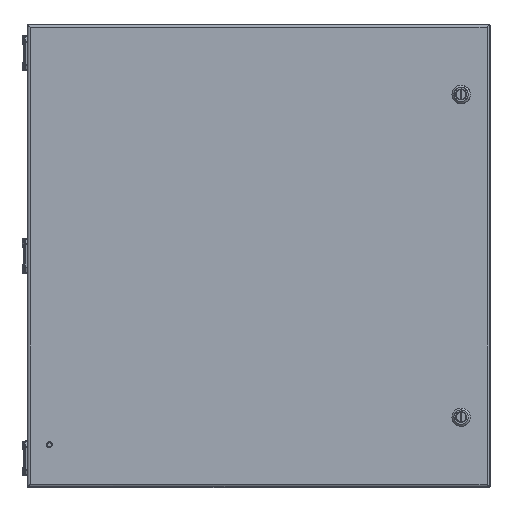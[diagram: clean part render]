
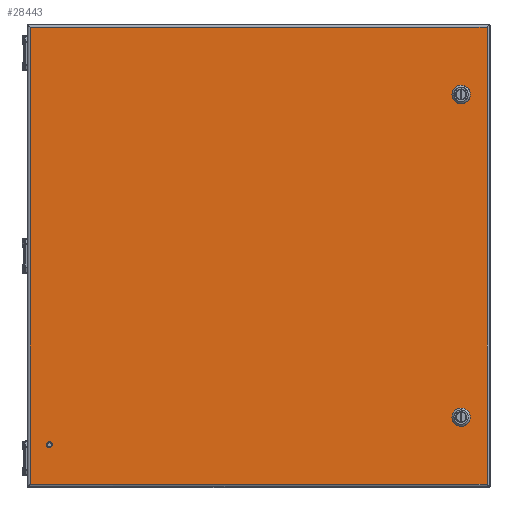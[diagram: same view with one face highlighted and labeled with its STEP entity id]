
A CAD part, top view. The second image highlights one B-rep face of the part: STEP entity #28443.
In plain terms, the highlighted planar face has unit normal (0, 0, 1).
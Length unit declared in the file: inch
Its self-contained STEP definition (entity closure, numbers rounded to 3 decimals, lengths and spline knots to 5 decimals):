
#4451 = CARTESIAN_POINT ( 'NONE',  ( 0., 0., 8.18453 ) ) ;
#5988 = EDGE_CURVE ( 'NONE', #27620, #102333, #45567, .T. ) ;
#6137 = CARTESIAN_POINT ( 'NONE',  ( -9.87212, -9.97, 8.18453 ) ) ;
#8153 = LINE ( 'NONE', #85467, #99793 ) ;
#11170 = ORIENTED_EDGE ( 'NONE', *, *, #27164, .T. ) ;
#15680 = DIRECTION ( 'NONE',  ( 1., 0., 0. ) ) ;
#27164 = EDGE_CURVE ( 'NONE', #53140, #27620, #8153, .T. ) ;
#27620 = VERTEX_POINT ( 'NONE', #41800 ) ;
#28443 = ADVANCED_FACE ( 'NONE', ( #66214 ), #50092, .T. ) ;
#28669 = DIRECTION ( 'NONE',  ( 0., 1., 0. ) ) ;
#28880 = EDGE_CURVE ( 'NONE', #102333, #76327, #39032, .T. ) ;
#30730 = AXIS2_PLACEMENT_3D ( 'NONE', #4451, #67739, #50617 ) ;
#35701 = VECTOR ( 'NONE', #66875, 39.37008 ) ;
#39032 = LINE ( 'NONE', #102299, #65547 ) ;
#41800 = CARTESIAN_POINT ( 'NONE',  ( -9.87212, 9.87157, 8.18453 ) ) ;
#42004 = ORIENTED_EDGE ( 'NONE', *, *, #28880, .T. ) ;
#45567 = LINE ( 'NONE', #6137, #35701 ) ;
#45788 = LINE ( 'NONE', #54077, #63721 ) ;
#50092 = PLANE ( 'NONE',  #30730 ) ;
#50617 = DIRECTION ( 'NONE',  ( 1., 0., 0. ) ) ;
#53140 = VERTEX_POINT ( 'NONE', #56564 ) ;
#53291 = DIRECTION ( 'NONE',  ( -1., 0., 0. ) ) ;
#54077 = CARTESIAN_POINT ( 'NONE',  ( 9.87103, 9.97, 8.18453 ) ) ;
#54380 = EDGE_CURVE ( 'NONE', #76327, #53140, #45788, .T. ) ;
#56564 = CARTESIAN_POINT ( 'NONE',  ( 9.87103, 9.87157, 8.18453 ) ) ;
#63721 = VECTOR ( 'NONE', #28669, 39.37008 ) ;
#65547 = VECTOR ( 'NONE', #15680, 39.37008 ) ;
#66214 = FACE_OUTER_BOUND ( 'NONE', #96058, .T. ) ;
#66875 = DIRECTION ( 'NONE',  ( 0., -1., 0. ) ) ;
#67739 = DIRECTION ( 'NONE',  ( 0., 0., 1. ) ) ;
#68906 = ORIENTED_EDGE ( 'NONE', *, *, #5988, .T. ) ;
#74919 = ORIENTED_EDGE ( 'NONE', *, *, #54380, .T. ) ;
#76327 = VERTEX_POINT ( 'NONE', #92561 ) ;
#85467 = CARTESIAN_POINT ( 'NONE',  ( -9.97055, 9.87157, 8.18453 ) ) ;
#92561 = CARTESIAN_POINT ( 'NONE',  ( 9.87103, -9.87157, 8.18453 ) ) ;
#96058 = EDGE_LOOP ( 'NONE', ( #74919, #11170, #68906, #42004 ) ) ;
#99205 = CARTESIAN_POINT ( 'NONE',  ( -9.87212, -9.87157, 8.18453 ) ) ;
#99793 = VECTOR ( 'NONE', #53291, 39.37008 ) ;
#102299 = CARTESIAN_POINT ( 'NONE',  ( 9.96945, -9.87157, 8.18453 ) ) ;
#102333 = VERTEX_POINT ( 'NONE', #99205 ) ;
